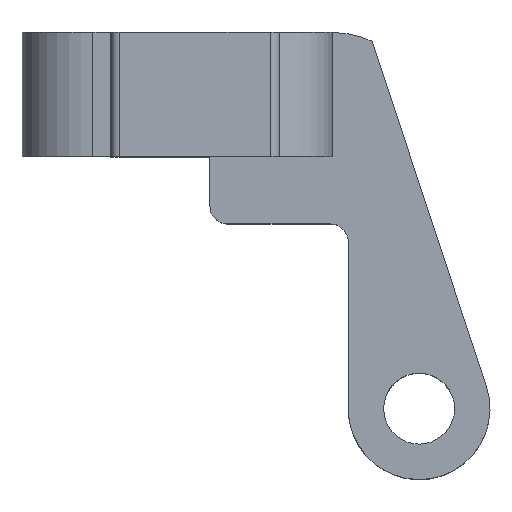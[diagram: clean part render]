
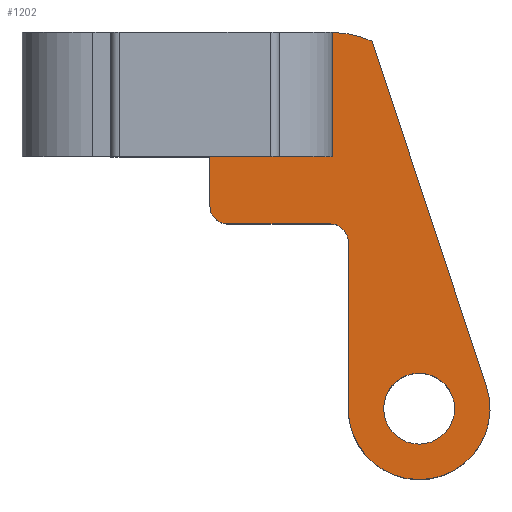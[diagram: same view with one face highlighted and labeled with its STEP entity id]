
A CAD part, top view. The second image highlights one B-rep face of the part: STEP entity #1202.
In plain terms, the highlighted planar face has unit normal (0, 0, 1).
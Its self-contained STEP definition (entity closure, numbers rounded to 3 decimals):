
#197 = VERTEX_POINT('',#198);
#198 = CARTESIAN_POINT('',(3.7,17.582,-9.743));
#592 = VERTEX_POINT('',#593);
#593 = CARTESIAN_POINT('',(5.958,17.078,-9.743));
#599 = EDGE_CURVE('',#592,#197,#600,.T.);
#600 = CIRCLE('',#601,5.309);
#601 = AXIS2_PLACEMENT_3D('',#602,#603,#604);
#602 = CARTESIAN_POINT('',(3.7,12.273,-9.743));
#603 = DIRECTION('',(0.,0.,1.));
#604 = DIRECTION('',(-1.,0.,0.));
#623 = EDGE_CURVE('',#197,#624,#626,.T.);
#624 = VERTEX_POINT('',#625);
#625 = CARTESIAN_POINT('',(3.7,10.582,-9.743));
#626 = LINE('',#627,#628);
#627 = CARTESIAN_POINT('',(3.7,17.582,-9.743));
#628 = VECTOR('',#629,1.);
#629 = DIRECTION('',(0.,-1.,0.));
#925 = VERTEX_POINT('',#926);
#926 = CARTESIAN_POINT('',(-3.2,7.782,-9.743));
#932 = EDGE_CURVE('',#925,#933,#935,.T.);
#933 = VERTEX_POINT('',#934);
#934 = CARTESIAN_POINT('',(-3.2,10.582,-9.743));
#935 = LINE('',#936,#937);
#936 = CARTESIAN_POINT('',(-3.2,7.782,-9.743));
#937 = VECTOR('',#938,1.);
#938 = DIRECTION('',(0.,1.,0.));
#1202 = ADVANCED_FACE('',(#1203,#1263),#1274,.T.);
#1203 = FACE_BOUND('',#1204,.F.);
#1204 = EDGE_LOOP('',(#1205,#1213,#1222,#1230,#1239,#1247,#1254,#1255,
    #1261,#1262));
#1205 = ORIENTED_EDGE('',*,*,#1206,.T.);
#1206 = EDGE_CURVE('',#592,#1207,#1209,.T.);
#1207 = VERTEX_POINT('',#1208);
#1208 = CARTESIAN_POINT('',(12.397,-2.383,-9.743));
#1209 = LINE('',#1210,#1211);
#1210 = CARTESIAN_POINT('',(5.958,17.078,-9.743));
#1211 = VECTOR('',#1212,1.);
#1212 = DIRECTION('',(0.314,-0.949,0.));
#1213 = ORIENTED_EDGE('',*,*,#1214,.F.);
#1214 = EDGE_CURVE('',#1215,#1207,#1217,.T.);
#1215 = VERTEX_POINT('',#1216);
#1216 = CARTESIAN_POINT('',(4.6,-3.64,-9.743));
#1217 = CIRCLE('',#1218,4.);
#1218 = AXIS2_PLACEMENT_3D('',#1219,#1220,#1221);
#1219 = CARTESIAN_POINT('',(8.6,-3.64,-9.743));
#1220 = DIRECTION('',(0.,0.,1.));
#1221 = DIRECTION('',(-1.,0.,0.));
#1222 = ORIENTED_EDGE('',*,*,#1223,.T.);
#1223 = EDGE_CURVE('',#1215,#1224,#1226,.T.);
#1224 = VERTEX_POINT('',#1225);
#1225 = CARTESIAN_POINT('',(4.6,5.782,-9.743));
#1226 = LINE('',#1227,#1228);
#1227 = CARTESIAN_POINT('',(4.6,-3.64,-9.743));
#1228 = VECTOR('',#1229,1.);
#1229 = DIRECTION('',(0.,1.,0.));
#1230 = ORIENTED_EDGE('',*,*,#1231,.T.);
#1231 = EDGE_CURVE('',#1224,#1232,#1234,.T.);
#1232 = VERTEX_POINT('',#1233);
#1233 = CARTESIAN_POINT('',(3.6,6.782,-9.743));
#1234 = CIRCLE('',#1235,1.);
#1235 = AXIS2_PLACEMENT_3D('',#1236,#1237,#1238);
#1236 = CARTESIAN_POINT('',(3.6,5.782,-9.743));
#1237 = DIRECTION('',(0.,0.,1.));
#1238 = DIRECTION('',(-1.,0.,0.));
#1239 = ORIENTED_EDGE('',*,*,#1240,.T.);
#1240 = EDGE_CURVE('',#1232,#1241,#1243,.T.);
#1241 = VERTEX_POINT('',#1242);
#1242 = CARTESIAN_POINT('',(-2.2,6.782,-9.743));
#1243 = LINE('',#1244,#1245);
#1244 = CARTESIAN_POINT('',(3.6,6.782,-9.743));
#1245 = VECTOR('',#1246,1.);
#1246 = DIRECTION('',(-1.,0.,0.));
#1247 = ORIENTED_EDGE('',*,*,#1248,.F.);
#1248 = EDGE_CURVE('',#925,#1241,#1249,.T.);
#1249 = CIRCLE('',#1250,1.);
#1250 = AXIS2_PLACEMENT_3D('',#1251,#1252,#1253);
#1251 = CARTESIAN_POINT('',(-2.2,7.782,-9.743));
#1252 = DIRECTION('',(0.,0.,1.));
#1253 = DIRECTION('',(-1.,0.,0.));
#1254 = ORIENTED_EDGE('',*,*,#932,.T.);
#1255 = ORIENTED_EDGE('',*,*,#1256,.T.);
#1256 = EDGE_CURVE('',#933,#624,#1257,.T.);
#1257 = LINE('',#1258,#1259);
#1258 = CARTESIAN_POINT('',(-3.2,10.582,-9.743));
#1259 = VECTOR('',#1260,1.);
#1260 = DIRECTION('',(1.,0.,0.));
#1261 = ORIENTED_EDGE('',*,*,#623,.F.);
#1262 = ORIENTED_EDGE('',*,*,#599,.F.);
#1263 = FACE_BOUND('',#1264,.F.);
#1264 = EDGE_LOOP('',(#1265));
#1265 = ORIENTED_EDGE('',*,*,#1266,.T.);
#1266 = EDGE_CURVE('',#1267,#1267,#1269,.T.);
#1267 = VERTEX_POINT('',#1268);
#1268 = CARTESIAN_POINT('',(6.6,-3.64,-9.743));
#1269 = CIRCLE('',#1270,2.);
#1270 = AXIS2_PLACEMENT_3D('',#1271,#1272,#1273);
#1271 = CARTESIAN_POINT('',(8.6,-3.64,-9.743));
#1272 = DIRECTION('',(0.,0.,1.));
#1273 = DIRECTION('',(-1.,0.,0.));
#1274 = PLANE('',#1275);
#1275 = AXIS2_PLACEMENT_3D('',#1276,#1277,#1278);
#1276 = CARTESIAN_POINT('',(5.825,4.27,-9.743));
#1277 = DIRECTION('',(0.,0.,1.));
#1278 = DIRECTION('',(1.,0.,0.));
